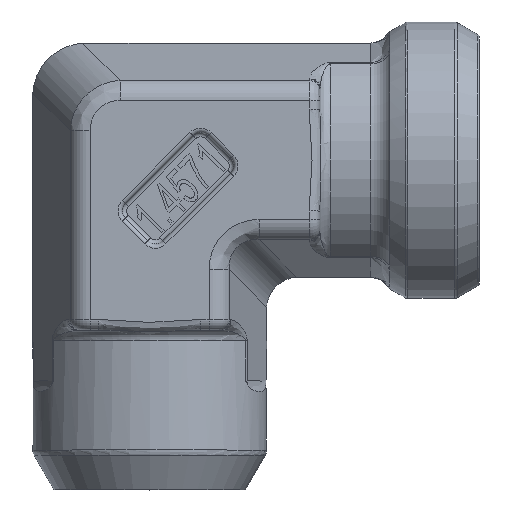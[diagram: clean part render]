
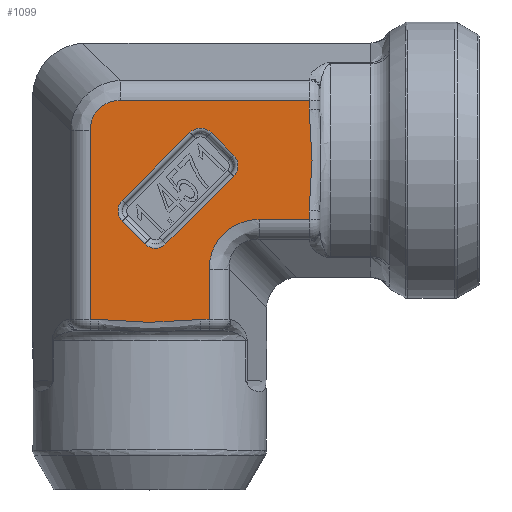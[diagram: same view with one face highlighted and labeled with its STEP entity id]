
A CAD part, top view. The second image highlights one B-rep face of the part: STEP entity #1099.
In plain terms, the highlighted planar face has unit normal (0, 0, 1).
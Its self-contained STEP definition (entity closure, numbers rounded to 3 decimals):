
#203=FACE_BOUND('',#1652,.T.);
#204=FACE_BOUND('',#1653,.T.);
#298=PLANE('',#4610);
#397=ELLIPSE('',#4608,3.374,3.);
#398=ELLIPSE('',#4609,5.623,5.);
#526=LINE('',#6971,#852);
#527=LINE('',#6976,#853);
#528=LINE('',#6980,#854);
#529=LINE('',#6984,#855);
#530=LINE('',#6999,#856);
#531=LINE('',#7001,#857);
#532=LINE('',#7005,#858);
#533=LINE('',#7007,#859);
#534=LINE('',#7020,#860);
#535=LINE('',#7022,#861);
#536=LINE('',#7026,#862);
#537=LINE('',#7028,#863);
#852=VECTOR('',#5177,1.);
#853=VECTOR('',#5180,1.);
#854=VECTOR('',#5183,1.);
#855=VECTOR('',#5186,1.);
#856=VECTOR('',#5189,1.);
#857=VECTOR('',#5190,1.);
#858=VECTOR('',#5193,1.);
#859=VECTOR('',#5194,1.);
#860=VECTOR('',#5195,1.);
#861=VECTOR('',#5196,1.);
#862=VECTOR('',#5199,1.);
#863=VECTOR('',#5200,1.);
#1099=ADVANCED_FACE('',(#203,#204),#298,.T.);
#1652=EDGE_LOOP('',(#2254,#2255,#2256,#2257,#2258,#2259,#2260,#2261));
#1653=EDGE_LOOP('',(#2262,#2263,#2264,#2265,#2266,#2267,#2268,#2269,#2270,
#2271,#2272,#2273));
#1959=B_SPLINE_CURVE_WITH_KNOTS('',3,(#6987,#6988,#6989,#6990,#6991,#6992,
#6993,#6994,#6995,#6996),.UNSPECIFIED.,.F.,.F.,(4,2,2,2,4),(0.,0.25,0.5,
0.75,1.),.UNSPECIFIED.);
#1960=B_SPLINE_CURVE_WITH_KNOTS('',3,(#7009,#7010,#7011,#7012,#7013,#7014,
#7015,#7016,#7017,#7018),.UNSPECIFIED.,.F.,.F.,(4,2,2,2,4),(0.,0.25,0.5,
0.75,1.),.UNSPECIFIED.);
#2254=ORIENTED_EDGE('',*,*,#3933,.T.);
#2255=ORIENTED_EDGE('',*,*,#3934,.T.);
#2256=ORIENTED_EDGE('',*,*,#3935,.T.);
#2257=ORIENTED_EDGE('',*,*,#3936,.T.);
#2258=ORIENTED_EDGE('',*,*,#3937,.T.);
#2259=ORIENTED_EDGE('',*,*,#3938,.T.);
#2260=ORIENTED_EDGE('',*,*,#3939,.T.);
#2261=ORIENTED_EDGE('',*,*,#3940,.T.);
#2262=ORIENTED_EDGE('',*,*,#3941,.T.);
#2263=ORIENTED_EDGE('',*,*,#3942,.T.);
#2264=ORIENTED_EDGE('',*,*,#3943,.T.);
#2265=ORIENTED_EDGE('',*,*,#3944,.F.);
#2266=ORIENTED_EDGE('',*,*,#3945,.F.);
#2267=ORIENTED_EDGE('',*,*,#3946,.T.);
#2268=ORIENTED_EDGE('',*,*,#3947,.T.);
#2269=ORIENTED_EDGE('',*,*,#3948,.T.);
#2270=ORIENTED_EDGE('',*,*,#3949,.T.);
#2271=ORIENTED_EDGE('',*,*,#3950,.T.);
#2272=ORIENTED_EDGE('',*,*,#3951,.T.);
#2273=ORIENTED_EDGE('',*,*,#3952,.T.);
#3512=VERTEX_POINT('',#6972);
#3513=VERTEX_POINT('',#6973);
#3514=VERTEX_POINT('',#6975);
#3515=VERTEX_POINT('',#6977);
#3516=VERTEX_POINT('',#6979);
#3517=VERTEX_POINT('',#6981);
#3518=VERTEX_POINT('',#6983);
#3519=VERTEX_POINT('',#6985);
#3520=VERTEX_POINT('',#6997);
#3521=VERTEX_POINT('',#6998);
#3522=VERTEX_POINT('',#7000);
#3523=VERTEX_POINT('',#7002);
#3524=VERTEX_POINT('',#7004);
#3525=VERTEX_POINT('',#7006);
#3526=VERTEX_POINT('',#7008);
#3527=VERTEX_POINT('',#7019);
#3528=VERTEX_POINT('',#7021);
#3529=VERTEX_POINT('',#7023);
#3530=VERTEX_POINT('',#7025);
#3531=VERTEX_POINT('',#7027);
#3933=EDGE_CURVE('',#3512,#3513,#526,.T.);
#3934=EDGE_CURVE('',#3513,#3514,#4408,.T.);
#3935=EDGE_CURVE('',#3514,#3515,#527,.T.);
#3936=EDGE_CURVE('',#3515,#3516,#4409,.T.);
#3937=EDGE_CURVE('',#3516,#3517,#528,.T.);
#3938=EDGE_CURVE('',#3517,#3518,#4410,.T.);
#3939=EDGE_CURVE('',#3518,#3519,#529,.T.);
#3940=EDGE_CURVE('',#3519,#3512,#4411,.T.);
#3941=EDGE_CURVE('',#3520,#3521,#1959,.T.);
#3942=EDGE_CURVE('',#3521,#3522,#530,.T.);
#3943=EDGE_CURVE('',#3522,#3523,#531,.T.);
#3944=EDGE_CURVE('',#3524,#3523,#397,.T.);
#3945=EDGE_CURVE('',#3525,#3524,#532,.T.);
#3946=EDGE_CURVE('',#3525,#3526,#533,.T.);
#3947=EDGE_CURVE('',#3526,#3527,#1960,.T.);
#3948=EDGE_CURVE('',#3527,#3528,#534,.T.);
#3949=EDGE_CURVE('',#3528,#3529,#535,.T.);
#3950=EDGE_CURVE('',#3529,#3530,#398,.T.);
#3951=EDGE_CURVE('',#3530,#3531,#536,.T.);
#3952=EDGE_CURVE('',#3531,#3520,#537,.T.);
#4408=CIRCLE('',#4604,1.4);
#4409=CIRCLE('',#4605,1.4);
#4410=CIRCLE('',#4606,1.4);
#4411=CIRCLE('',#4607,1.4);
#4604=AXIS2_PLACEMENT_3D('',#6974,#5178,#5179);
#4605=AXIS2_PLACEMENT_3D('',#6978,#5181,#5182);
#4606=AXIS2_PLACEMENT_3D('',#6982,#5184,#5185);
#4607=AXIS2_PLACEMENT_3D('',#6986,#5187,#5188);
#4608=AXIS2_PLACEMENT_3D('',#7003,#5191,#5192);
#4609=AXIS2_PLACEMENT_3D('',#7024,#5197,#5198);
#4610=AXIS2_PLACEMENT_3D('',#7029,#5201,#5202);
#5177=DIRECTION('',(-0.707,-0.707,0.));
#5178=DIRECTION('',(0.,0.,-1.));
#5179=DIRECTION('',(1.,0.,0.));
#5180=DIRECTION('',(-0.707,0.707,0.));
#5181=DIRECTION('',(0.,0.,-1.));
#5182=DIRECTION('',(1.,0.,0.));
#5183=DIRECTION('',(0.707,0.707,0.));
#5184=DIRECTION('',(0.,0.,-1.));
#5185=DIRECTION('',(1.,0.,0.));
#5186=DIRECTION('',(0.707,-0.707,0.));
#5187=DIRECTION('',(0.,0.,-1.));
#5188=DIRECTION('',(1.,0.,0.));
#5189=DIRECTION('',(0.,1.,0.));
#5190=DIRECTION('',(-1.,0.,0.));
#5191=DIRECTION('',(0.,0.,-1.));
#5192=DIRECTION('',(-0.707,0.707,0.));
#5193=DIRECTION('',(0.,1.,0.));
#5194=DIRECTION('',(1.,0.,0.));
#5195=DIRECTION('',(1.,0.,0.));
#5196=DIRECTION('',(0.,1.,0.));
#5197=DIRECTION('',(0.,0.,-1.));
#5198=DIRECTION('',(0.707,-0.707,0.));
#5199=DIRECTION('',(1.,0.,0.));
#5200=DIRECTION('',(0.,1.,0.));
#5201=DIRECTION('',(0.,0.,1.));
#5202=DIRECTION('',(-1.,0.,0.));
#6971=CARTESIAN_POINT('',(0.822,-8.6,12.));
#6972=CARTESIAN_POINT('',(7.893,-1.529,12.));
#6973=CARTESIAN_POINT('',(1.529,-7.893,12.));
#6974=CARTESIAN_POINT('',(0.539,-6.903,12.));
#6975=CARTESIAN_POINT('',(-0.451,-7.893,12.));
#6976=CARTESIAN_POINT('',(-3.279,-5.065,12.));
#6977=CARTESIAN_POINT('',(-2.572,-5.772,12.));
#6978=CARTESIAN_POINT('',(-1.582,-4.782,12.));
#6979=CARTESIAN_POINT('',(-2.572,-3.792,12.));
#6980=CARTESIAN_POINT('',(4.499,3.279,12.));
#6981=CARTESIAN_POINT('',(3.792,2.572,12.));
#6982=CARTESIAN_POINT('',(4.782,1.582,12.));
#6983=CARTESIAN_POINT('',(5.772,2.572,12.));
#6984=CARTESIAN_POINT('',(8.6,-0.256,12.));
#6985=CARTESIAN_POINT('',(7.893,0.451,12.));
#6986=CARTESIAN_POINT('',(6.903,-0.539,12.));
#6987=CARTESIAN_POINT('',(15.,-4.796,12.));
#6988=CARTESIAN_POINT('',(15.,-3.996,12.));
#6989=CARTESIAN_POINT('',(15.074,-3.199,12.));
#6990=CARTESIAN_POINT('',(15.21,-1.605,12.));
#6991=CARTESIAN_POINT('',(15.268,-0.807,12.));
#6992=CARTESIAN_POINT('',(15.268,0.793,12.));
#6993=CARTESIAN_POINT('',(15.211,1.595,12.));
#6994=CARTESIAN_POINT('',(15.075,3.193,12.));
#6995=CARTESIAN_POINT('',(15.,3.992,12.));
#6996=CARTESIAN_POINT('',(15.,4.796,12.));
#6997=CARTESIAN_POINT('',(15.,-4.796,12.));
#6998=CARTESIAN_POINT('',(15.,4.796,12.));
#6999=CARTESIAN_POINT('',(15.,5.596,12.));
#7000=CARTESIAN_POINT('',(15.,5.596,12.));
#7001=CARTESIAN_POINT('',(4.502,5.596,12.));
#7002=CARTESIAN_POINT('',(-2.777,5.596,12.));
#7003=CARTESIAN_POINT('',(-2.403,2.403,12.));
#7004=CARTESIAN_POINT('',(-5.596,2.777,12.));
#7005=CARTESIAN_POINT('',(-5.596,6.996,12.));
#7006=CARTESIAN_POINT('',(-5.596,-15.,12.));
#7007=CARTESIAN_POINT('',(4.502,-15.,12.));
#7008=CARTESIAN_POINT('',(-4.796,-15.,12.));
#7009=CARTESIAN_POINT('',(-4.796,-15.,12.));
#7010=CARTESIAN_POINT('',(-3.992,-15.,12.));
#7011=CARTESIAN_POINT('',(-3.193,-15.075,12.));
#7012=CARTESIAN_POINT('',(-1.595,-15.211,12.));
#7013=CARTESIAN_POINT('',(-0.793,-15.268,12.));
#7014=CARTESIAN_POINT('',(0.807,-15.268,12.));
#7015=CARTESIAN_POINT('',(1.605,-15.21,12.));
#7016=CARTESIAN_POINT('',(3.199,-15.074,12.));
#7017=CARTESIAN_POINT('',(3.996,-15.,12.));
#7018=CARTESIAN_POINT('',(4.796,-15.,12.));
#7019=CARTESIAN_POINT('',(4.796,-15.,12.));
#7020=CARTESIAN_POINT('',(4.502,-15.,12.));
#7021=CARTESIAN_POINT('',(5.596,-15.,12.));
#7022=CARTESIAN_POINT('',(5.596,6.996,12.));
#7023=CARTESIAN_POINT('',(5.596,-10.294,12.));
#7024=CARTESIAN_POINT('',(10.917,-10.917,12.));
#7025=CARTESIAN_POINT('',(10.294,-5.596,12.));
#7026=CARTESIAN_POINT('',(4.502,-5.596,12.));
#7027=CARTESIAN_POINT('',(15.,-5.596,12.));
#7028=CARTESIAN_POINT('',(15.,0.,12.));
#7029=CARTESIAN_POINT('',(4.502,6.996,12.));
